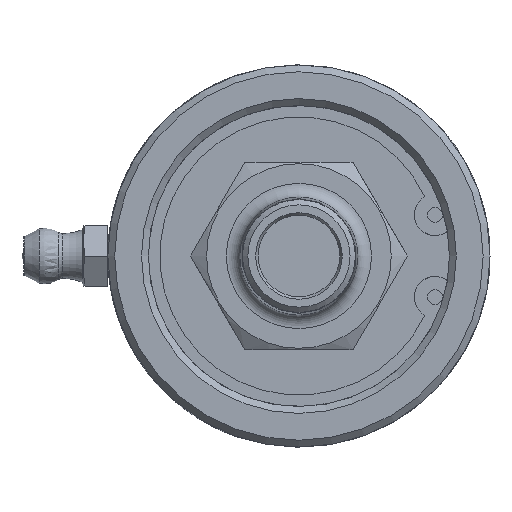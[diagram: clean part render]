
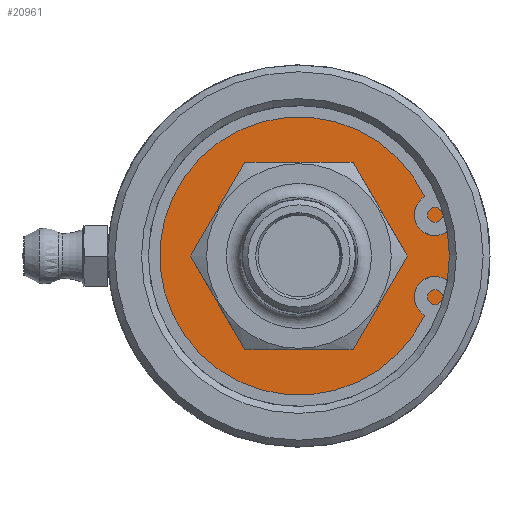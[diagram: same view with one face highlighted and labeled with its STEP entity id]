
A CAD part, left-side view. The second image highlights one B-rep face of the part: STEP entity #20961.
In plain terms, the highlighted planar face has unit normal (-1, 0, 0).
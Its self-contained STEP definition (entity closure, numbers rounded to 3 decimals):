
#1063=PLANE('',#22294);
#1188=FACE_BOUND('',#3655,.T.);
#2371=FACE_OUTER_BOUND('',#3654,.T.);
#3654=EDGE_LOOP('',(#19397));
#3655=EDGE_LOOP('',(#19398));
#7957=CIRCLE('',#22135,18.59);
#7979=CIRCLE('',#22186,9.575);
#9982=VERTEX_POINT('',#58468);
#10028=VERTEX_POINT('',#58641);
#13010=EDGE_CURVE('',#9982,#9982,#7957,.T.);
#13079=EDGE_CURVE('',#10028,#10028,#7979,.T.);
#19397=ORIENTED_EDGE('',*,*,#13010,.F.);
#19398=ORIENTED_EDGE('',*,*,#13079,.T.);
#20961=ADVANCED_FACE('',(#2371,#1188),#1063,.T.);
#22135=AXIS2_PLACEMENT_3D('',#58470,#25814,#25815);
#22186=AXIS2_PLACEMENT_3D('',#58642,#25949,#25950);
#22294=AXIS2_PLACEMENT_3D('',#59537,#26196,#26197);
#25814=DIRECTION('center_axis',(1.,0.,0.));
#25815=DIRECTION('ref_axis',(0.,1.,0.));
#25949=DIRECTION('center_axis',(1.,0.,0.));
#25950=DIRECTION('ref_axis',(0.,0.,-1.));
#26196=DIRECTION('center_axis',(-1.,0.,0.));
#26197=DIRECTION('ref_axis',(0.,0.,1.));
#58468=CARTESIAN_POINT('',(3.76,-18.59,0.));
#58470=CARTESIAN_POINT('Origin',(3.76,0.,0.));
#58641=CARTESIAN_POINT('',(3.76,0.,9.575));
#58642=CARTESIAN_POINT('Origin',(3.76,0.,0.));
#59537=CARTESIAN_POINT('Origin',(3.76,9.295,0.));
